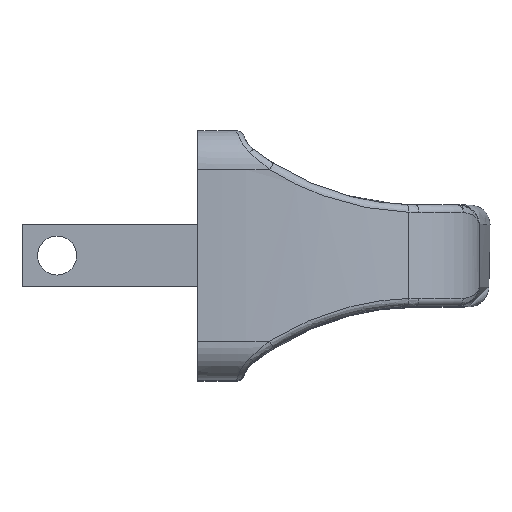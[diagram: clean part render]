
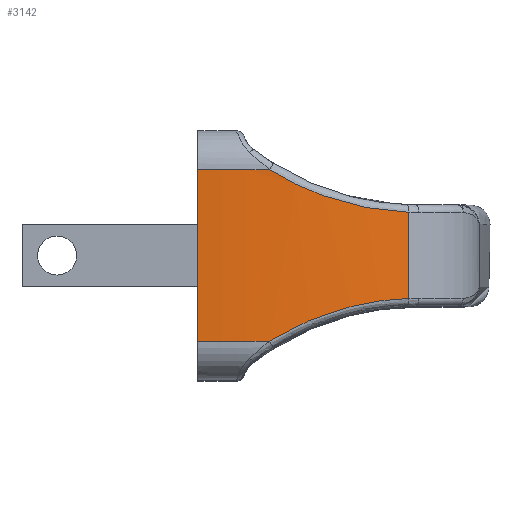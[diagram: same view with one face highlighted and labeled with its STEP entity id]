
A CAD part, top view. The second image highlights one B-rep face of the part: STEP entity #3142.
In plain terms, the highlighted cylindrical face has radius 200 mm (diameter 400 mm), a partial arc.
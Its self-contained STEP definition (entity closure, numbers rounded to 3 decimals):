
#103 = CARTESIAN_POINT ( 'NONE',  ( -100.269, 16.171, 29.827 ) ) ;
#290 = DIRECTION ( 'NONE',  ( 0., 1., 0. ) ) ;
#397 = CARTESIAN_POINT ( 'NONE',  ( -99.008, -13.663, 37.219 ) ) ;
#477 = CARTESIAN_POINT ( 'NONE',  ( -101.644, 22., 18.486 ) ) ;
#495 = CARTESIAN_POINT ( 'NONE',  ( -102.5, -22., 0. ) ) ;
#594 = EDGE_LOOP ( 'NONE', ( #1298, #3912, #695, #4146, #7351, #1949 ) ) ;
#610 = CARTESIAN_POINT ( 'NONE',  ( -101.644, -22., 18.486 ) ) ;
#695 = ORIENTED_EDGE ( 'NONE', *, *, #6454, .F. ) ;
#738 = CARTESIAN_POINT ( 'NONE',  ( -95.019, 32., 54.188 ) ) ;
#958 = CARTESIAN_POINT ( 'NONE',  ( -99.915, 15.326, 32.063 ) ) ;
#1141 = DIRECTION ( 'NONE',  ( 0., 0., -1. ) ) ;
#1154 = CARTESIAN_POINT ( 'NONE',  ( 97.5, -22., 0. ) ) ;
#1274 = CARTESIAN_POINT ( 'NONE',  ( -99.15, -13.881, 36.461 ) ) ;
#1287 = EDGE_CURVE ( 'NONE', #6577, #8044, #4953, .T. ) ;
#1298 = ORIENTED_EDGE ( 'NONE', *, *, #7541, .T. ) ;
#1339 = CARTESIAN_POINT ( 'NONE',  ( -95.019, 11.04, 54.188 ) ) ;
#1589 = LINE ( 'NONE', #738, #4147 ) ;
#1785 = VERTEX_POINT ( 'NONE', #7615 ) ;
#1816 = CARTESIAN_POINT ( 'NONE',  ( -99.791, 15.057, 32.814 ) ) ;
#1949 = ORIENTED_EDGE ( 'NONE', *, *, #3891, .T. ) ;
#2014 = VERTEX_POINT ( 'NONE', #2975 ) ;
#2017 = DIRECTION ( 'NONE',  ( 0., -1., 0. ) ) ;
#2037 = AXIS2_PLACEMENT_3D ( 'NONE', #1154, #290, #7926 ) ;
#2081 = CYLINDRICAL_SURFACE ( 'NONE', #7573, 200. ) ;
#2149 = CARTESIAN_POINT ( 'NONE',  ( -99.834, -15.031, 32.691 ) ) ;
#2354 = CIRCLE ( 'NONE', #3028, 200. ) ;
#2447 = EDGE_CURVE ( 'NONE', #1785, #2014, #5040, .T. ) ;
#2586 = FACE_OUTER_BOUND ( 'NONE', #594, .T. ) ;
#2686 = VERTEX_POINT ( 'NONE', #3562 ) ;
#2713 = CARTESIAN_POINT ( 'NONE',  ( -99.535, 14.546, 34.316 ) ) ;
#2822 = CARTESIAN_POINT ( 'NONE',  ( -95.019, -11.04, 54.188 ) ) ;
#2893 = CARTESIAN_POINT ( 'NONE',  ( 97.5, 32., 0. ) ) ;
#2975 = CARTESIAN_POINT ( 'NONE',  ( -95.019, -11.04, 54.188 ) ) ;
#3015 = CARTESIAN_POINT ( 'NONE',  ( -100.297, -16.147, 29.747 ) ) ;
#3028 = AXIS2_PLACEMENT_3D ( 'NONE', #7499, #4028, #3140 ) ;
#3140 = DIRECTION ( 'NONE',  ( 0., 0., 1. ) ) ;
#3142 = ADVANCED_FACE ( 'NONE', ( #2586 ), #2081, .T. ) ;
#3562 = CARTESIAN_POINT ( 'NONE',  ( -102.5, 22., 0. ) ) ;
#3581 = CARTESIAN_POINT ( 'NONE',  ( -99.403, 14.304, 35.069 ) ) ;
#3683 = CARTESIAN_POINT ( 'NONE',  ( -95.893, -11.143, 51.085 ) ) ;
#3891 = EDGE_CURVE ( 'NONE', #2686, #4030, #6517, .T. ) ;
#3902 = CARTESIAN_POINT ( 'NONE',  ( -101.075, -18.773, 24.004 ) ) ;
#3912 = ORIENTED_EDGE ( 'NONE', *, *, #2447, .T. ) ;
#4028 = DIRECTION ( 'NONE',  ( 0., -1., 0. ) ) ;
#4030 = VERTEX_POINT ( 'NONE', #495 ) ;
#4146 = ORIENTED_EDGE ( 'NONE', *, *, #1287, .T. ) ;
#4147 = VECTOR ( 'NONE', #8359, 1000. ) ;
#4452 = CARTESIAN_POINT ( 'NONE',  ( -98.716, 13.16, 38.84 ) ) ;
#4565 = CARTESIAN_POINT ( 'NONE',  ( -96.683, -11.447, 47.99 ) ) ;
#4770 = CARTESIAN_POINT ( 'NONE',  ( -101.391, -20.283, 21.206 ) ) ;
#4773 = DIRECTION ( 'NONE',  ( 0., -1., 0. ) ) ;
#4953 = B_SPLINE_CURVE_WITH_KNOTS ( 'NONE', 3,
 ( #7933, #7067, #6197, #5329, #4452, #3581, #2713, #1816, #958, #103, #7724, #6865, #6002, #5122 ),
 .UNSPECIFIED., .F., .F.,
 ( 4, 2, 2, 2, 2, 2, 4 ),
 ( 0., 0.01, 0.019, 0.021, 0.024, 0.029, 0.038 ),
 .UNSPECIFIED. ) ;
#5040 = B_SPLINE_CURVE_WITH_KNOTS ( 'NONE', 3,
 ( #610, #4770, #3902, #3015, #2149, #1274, #397, #8039, #7184, #6299, #5435, #4565, #3683, #2822 ),
 .UNSPECIFIED., .F., .F.,
 ( 4, 2, 2, 2, 2, 2, 4 ),
 ( 0., 0.01, 0.019, 0.021, 0.024, 0.029, 0.038 ),
 .UNSPECIFIED. ) ;
#5122 = CARTESIAN_POINT ( 'NONE',  ( -101.644, 22., 18.486 ) ) ;
#5329 = CARTESIAN_POINT ( 'NONE',  ( -98.091, 12.455, 41.88 ) ) ;
#5435 = CARTESIAN_POINT ( 'NONE',  ( -97.749, -12.212, 43.361 ) ) ;
#5633 = CARTESIAN_POINT ( 'NONE',  ( -102.5, 32., 0. ) ) ;
#5702 = VECTOR ( 'NONE', #4773, 1000. ) ;
#6002 = CARTESIAN_POINT ( 'NONE',  ( -101.391, 20.283, 21.205 ) ) ;
#6197 = CARTESIAN_POINT ( 'NONE',  ( -96.679, 11.447, 48.003 ) ) ;
#6299 = CARTESIAN_POINT ( 'NONE',  ( -98.085, -12.519, 41.82 ) ) ;
#6454 = EDGE_CURVE ( 'NONE', #6577, #2014, #1589, .T. ) ;
#6472 = EDGE_CURVE ( 'NONE', #8044, #2686, #2354, .T. ) ;
#6517 = LINE ( 'NONE', #5633, #5702 ) ;
#6577 = VERTEX_POINT ( 'NONE', #1339 ) ;
#6865 = CARTESIAN_POINT ( 'NONE',  ( -101.074, 18.766, 24.015 ) ) ;
#7005 = CIRCLE ( 'NONE', #2037, 200. ) ;
#7067 = CARTESIAN_POINT ( 'NONE',  ( -95.892, 11.143, 51.086 ) ) ;
#7184 = CARTESIAN_POINT ( 'NONE',  ( -98.56, -13.059, 39.513 ) ) ;
#7351 = ORIENTED_EDGE ( 'NONE', *, *, #6472, .T. ) ;
#7499 = CARTESIAN_POINT ( 'NONE',  ( 97.5, 22., 0. ) ) ;
#7541 = EDGE_CURVE ( 'NONE', #4030, #1785, #7005, .T. ) ;
#7573 = AXIS2_PLACEMENT_3D ( 'NONE', #2893, #2017, #1141 ) ;
#7615 = CARTESIAN_POINT ( 'NONE',  ( -101.644, -22., 18.486 ) ) ;
#7724 = CARTESIAN_POINT ( 'NONE',  ( -100.485, 16.783, 28.358 ) ) ;
#7926 = DIRECTION ( 'NONE',  ( 0., 0., 1. ) ) ;
#7933 = CARTESIAN_POINT ( 'NONE',  ( -95.019, 11.04, 54.188 ) ) ;
#8039 = CARTESIAN_POINT ( 'NONE',  ( -98.713, -13.252, 38.744 ) ) ;
#8044 = VERTEX_POINT ( 'NONE', #477 ) ;
#8359 = DIRECTION ( 'NONE',  ( 0., -1., 0. ) ) ;
